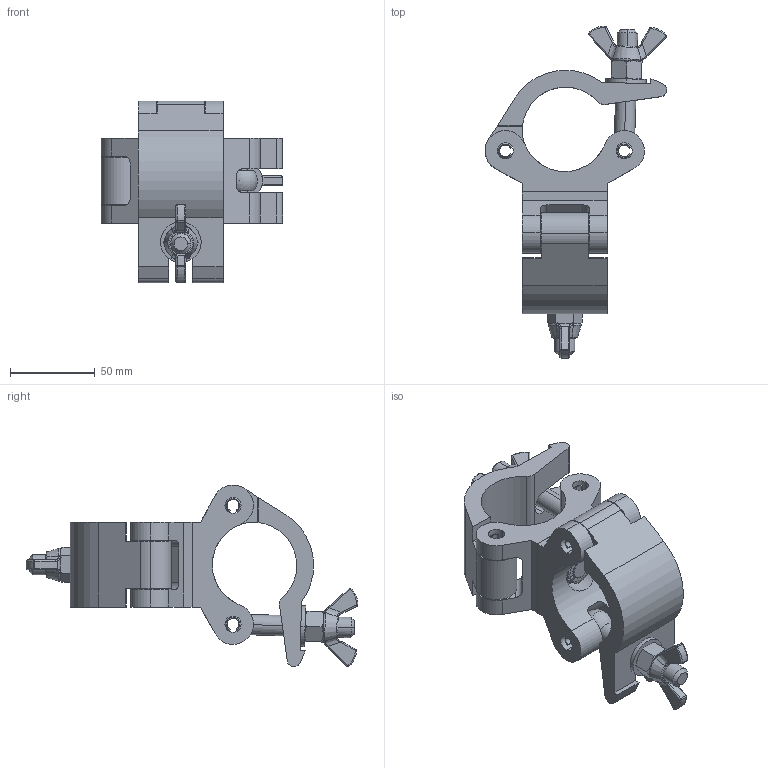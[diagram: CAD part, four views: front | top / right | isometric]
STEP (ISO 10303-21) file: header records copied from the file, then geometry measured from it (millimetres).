
FILE_DESCRIPTION (( 'STEP AP203' ), '1' );
FILE_NAME ('T58605 & T58606.STEP', '2018-08-10T10:55:43', ( '' ), ( '' ), 'SwSTEP 2.0', 'SolidWorks 2016', '' );
FILE_SCHEMA (( 'CONFIG_CONTROL_DESIGN' ));
Length unit declared in the file: millimetre
Products named in the file (13): TH577_TH701; T58605 & T58606; TH2001_TH2001 - 50MM WIDE; A Washer_Bright washer BS 4320 - M12 (Form A); TH2002_TH2002 - 50MM WIDE; F877 ; TH157_TH157; TH566; F790; F883_DIN 315-M12-GT-C-N; Binx Nut_M12 REDUCED; Hex Nut Style 1 GradeAB_Doughty Fastners_Hexagon Nut ISO - 4032 - M12 - D - S; T78000
Assembly tree (18 placements, depth 3):
  T58605 & T58606
    TH577_TH701  x2
      TH2002_TH2002 - 50MM WIDE
    TH157_TH157  x2
      TH2001_TH2001 - 50MM WIDE
    T78000  x2
      TH566
      A Washer_Bright washer BS 4320 - M12 (Form A)
      Hex Nut Style 1 GradeAB_Doughty Fastners_Hexagon Nut ISO - 4032 - M12 - D - S
      F883_DIN 315-M12-GT-C-N
    F790  x4
    Binx Nut_M12 REDUCED
    F877 
Bounding box: 107.22 x 195.71 x 107.22 mm (x, y, z)
Volume: 288836.4 mm3; surface area: 97470.8 mm2
Topology: 18 solids, 18 shells, 572 faces, 1358 edges, 806 vertices
Faces by surface type: cylinder 193, plane 144, cone 130, bspline 56, torus 27, sphere 22
Entity records: 10893 total; most frequent: CARTESIAN_POINT 2758, DIRECTION 1404, ORIENTED_EDGE 1378, EDGE_CURVE 689, AXIS2_PLACEMENT_3D 560, VERTEX_POINT 416, EDGE_LOOP 315, ADVANCED_FACE 292
